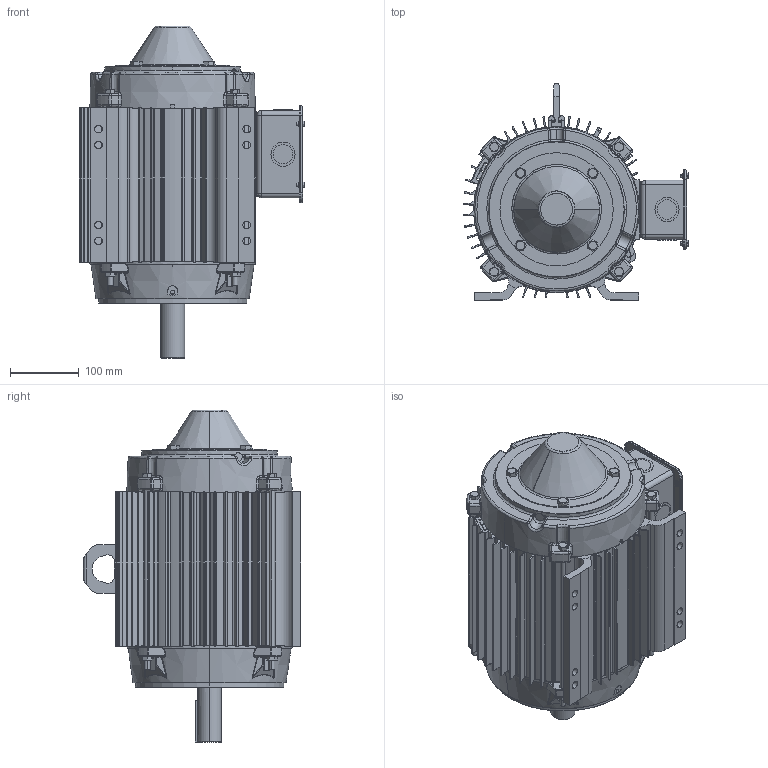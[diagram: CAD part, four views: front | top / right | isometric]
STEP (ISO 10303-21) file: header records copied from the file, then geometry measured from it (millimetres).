
FILE_DESCRIPTION (( 'STEP AP214' ), '1' );
FILE_NAME ('SS330216-875_RevD r1.STEP', '2022-01-06T16:38:06', ( '' ), ( '' ), 'SwSTEP 2.0', 'SolidWorks 2017', '' );
FILE_SCHEMA (( 'AUTOMOTIVE_DESIGN' ));
Length unit declared in the file: inch
Products named in the file (1): SS330216-875_RevD r1
Bounding box: 329.1 x 316.39 x 483.66 mm (x, y, z)
Volume: 3787515.9 mm3; surface area: 1471985.6 mm2
Topology: 31 solids, 31 shells, 3674 faces, 9537 edges, 5789 vertices
Faces by surface type: bspline 1169, cylinder 1029, plane 1000, cone 476
Entity records: 157907 total; most frequent: CARTESIAN_POINT 76816, ORIENTED_EDGE 18660, DIRECTION 14933, EDGE_CURVE 9330, AXIS2_PLACEMENT_3D 5922, VERTEX_POINT 5789, EDGE_LOOP 3861, ADVANCED_FACE 3674
